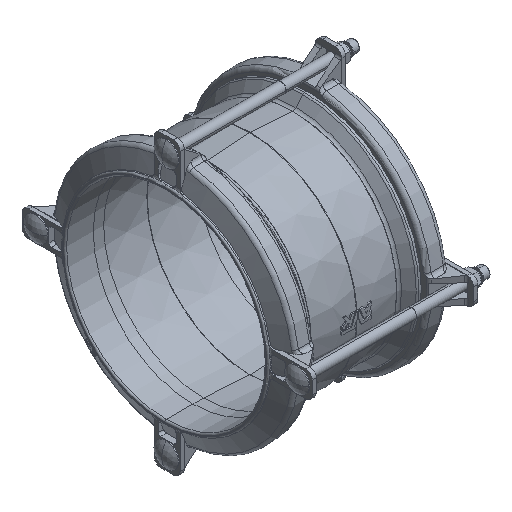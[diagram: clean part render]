
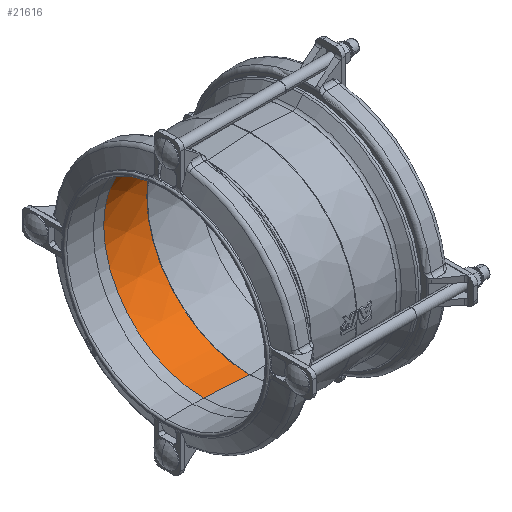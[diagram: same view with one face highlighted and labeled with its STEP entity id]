
A CAD part, isometric view. The second image highlights one B-rep face of the part: STEP entity #21616.
In plain terms, the highlighted conical face has half-angle 4 degrees and reference radius 126.484 mm.
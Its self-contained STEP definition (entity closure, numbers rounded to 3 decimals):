
#3791 = ORIENTED_EDGE ( 'NONE', *, *, #8541, .F. ) ;
#3792 = ORIENTED_EDGE ( 'NONE', *, *, #22294, .F. ) ;
#3793 = ORIENTED_EDGE ( 'NONE', *, *, #8536, .T. ) ;
#3794 = ORIENTED_EDGE ( 'NONE', *, *, #22293, .T. ) ;
#5493 = AXIS2_PLACEMENT_3D ( 'NONE', #30016, #30017, #30018 ) ;
#5494 = AXIS2_PLACEMENT_3D ( 'NONE', #30020, #30021, #30022 ) ;
#5899 = DIRECTION ( 'NONE',  ( 0.998, 0., -0.07 ) ) ;
#5915 = CARTESIAN_POINT ( 'NONE',  ( -0.209, 0., -126.484 ) ) ;
#5919 = DIRECTION ( 'NONE',  ( 0.998, 0., 0.07 ) ) ;
#5921 = CARTESIAN_POINT ( 'NONE',  ( -0.209, 0., 126.484 ) ) ;
#6945 = DIRECTION ( 'NONE',  ( 1., 0., 0. ) ) ;
#6954 = CARTESIAN_POINT ( 'NONE',  ( -0.209, 0., 0. ) ) ;
#6955 = DIRECTION ( 'NONE',  ( 0., 0., -1. ) ) ;
#7054 = LINE ( 'NONE', #5915, #7059 ) ;
#7057 = LINE ( 'NONE', #5921, #7065 ) ;
#7059 = VECTOR ( 'NONE', #5899, 1000. ) ;
#7065 = VECTOR ( 'NONE', #5919, 1000. ) ;
#8536 = EDGE_CURVE ( 'NONE', #16906, #17477, #7054, .T. ) ;
#8541 = EDGE_CURVE ( 'NONE', #16920, #17278, #7057, .T. ) ;
#15793 = EDGE_LOOP ( 'NONE', ( #3791, #3792, #3793, #3794 ) ) ;
#16473 = FACE_OUTER_BOUND ( 'NONE', #15793, .T. ) ;
#16480 = CONICAL_SURFACE ( 'NONE', #24494, 126.484, 0.07 ) ;
#16906 = VERTEX_POINT ( 'NONE', #27351 ) ;
#16920 = VERTEX_POINT ( 'NONE', #27359 ) ;
#17278 = VERTEX_POINT ( 'NONE', #27544 ) ;
#17477 = VERTEX_POINT ( 'NONE', #27644 ) ;
#18127 = CIRCLE ( 'NONE', #5493, 126.484 ) ;
#18130 = CIRCLE ( 'NONE', #5494, 122.5 ) ;
#21616 = ADVANCED_FACE ( 'NONE', ( #16473 ), #16480, .F. ) ;
#22293 = EDGE_CURVE ( 'NONE', #17477, #17278, #18127, .T. ) ;
#22294 = EDGE_CURVE ( 'NONE', #16906, #16920, #18130, .T. ) ;
#24494 = AXIS2_PLACEMENT_3D ( 'NONE', #6954, #6945, #6955 ) ;
#27351 = CARTESIAN_POINT ( 'NONE',  ( -57.185, 0., -122.5 ) ) ;
#27359 = CARTESIAN_POINT ( 'NONE',  ( -57.185, 0., 122.5 ) ) ;
#27544 = CARTESIAN_POINT ( 'NONE',  ( -0.209, 0., 126.484 ) ) ;
#27644 = CARTESIAN_POINT ( 'NONE',  ( -0.209, 0., -126.484 ) ) ;
#30016 = CARTESIAN_POINT ( 'NONE',  ( -0.209, 0., 0. ) ) ;
#30017 = DIRECTION ( 'NONE',  ( 1., 0., 0. ) ) ;
#30018 = DIRECTION ( 'NONE',  ( 0., 0., -1. ) ) ;
#30020 = CARTESIAN_POINT ( 'NONE',  ( -57.185, 0., 0. ) ) ;
#30021 = DIRECTION ( 'NONE',  ( 1., 0., 0. ) ) ;
#30022 = DIRECTION ( 'NONE',  ( 0., 0., -1. ) ) ;
